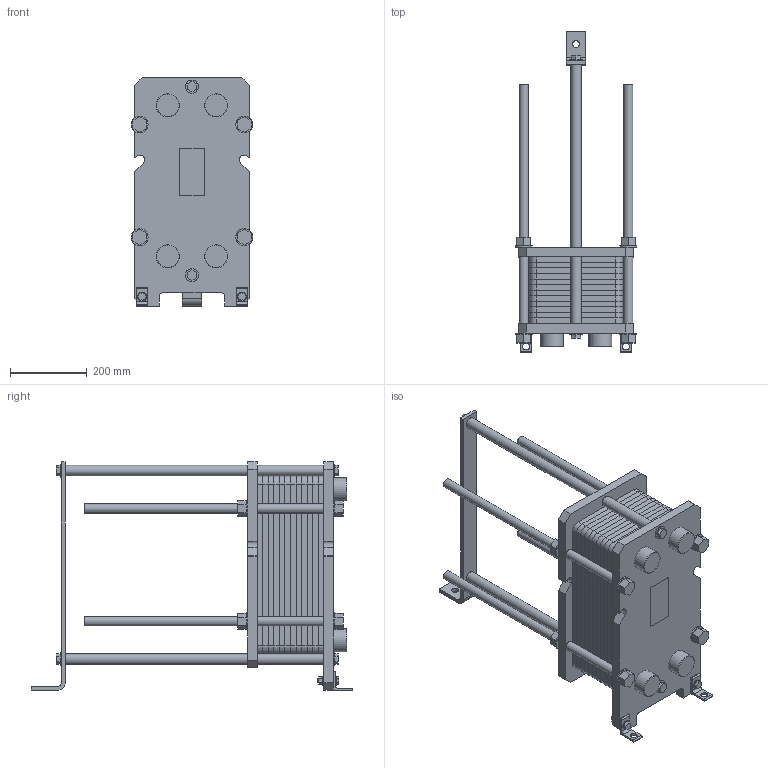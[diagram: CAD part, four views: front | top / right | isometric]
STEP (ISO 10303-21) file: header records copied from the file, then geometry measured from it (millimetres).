
FILE_DESCRIPTION(/* description */ (''),/* implementation_level */ '2;1');
FILE_NAME(/* name */ '3d_RMG-07-60-P16-8122100.stp',/* time_stamp */ '2020-07-27T08:31:43+02:00',/* author */ ('Andrzej'),/* organization */ (''),/* preprocessor_version */ 'ST-DEVELOPER v16.13',/* originating_system */ 'AutoCAD Mechanical',/* authorisation */ '');
FILE_SCHEMA (('AUTOMOTIVE_DESIGN { 1 0 10303 214 3 1 1 }'));
Length unit declared in the file: millimetre
Products named in the file (1): Product
Bounding box: 316.95 x 838 x 596 mm (x, y, z)
Volume: 30759987.1 mm3; surface area: 4167752.1 mm2
Topology: 14 solids, 14 shells, 392 faces, 1439 edges, 1592 vertices
Faces by surface type: plane 281, cylinder 107, cone 4
Full cylindrical faces by diameter (mm): 12 x2, 18 x3, 24 x12, 28 x4, 34 x4, 44 x8, 60.3 x4
Entity records: 15336 total; most frequent: CARTESIAN_POINT 3367, DIRECTION 2642, ORIENTED_EDGE 1820, LINE 924, VECTOR 924, EDGE_CURVE 910, AXIS2_PLACEMENT_3D 859, VERTEX_POINT 624
